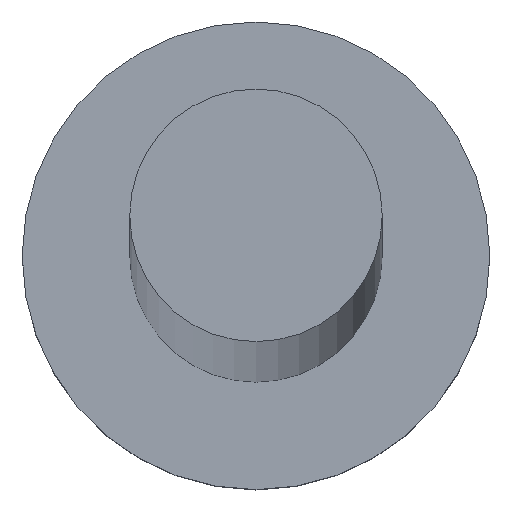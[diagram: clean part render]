
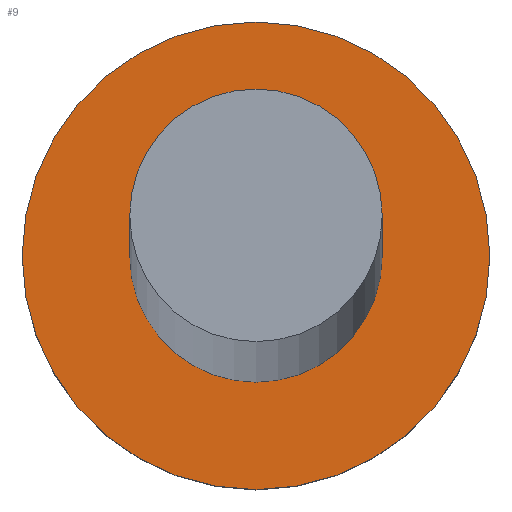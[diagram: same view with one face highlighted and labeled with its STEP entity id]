
A CAD part, top view. The second image highlights one B-rep face of the part: STEP entity #9.
In plain terms, the highlighted planar face has unit normal (0, 0, 1).
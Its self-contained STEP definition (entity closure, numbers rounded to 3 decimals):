
#7 = ORIENTED_EDGE ( 'NONE', *, *, #219, .F. ) ;
#9 = ADVANCED_FACE ( 'NONE', ( #11, #197 ), #239, .T. ) ;
#11 = FACE_BOUND ( 'NONE', #31, .T. ) ;
#12 = CARTESIAN_POINT ( 'NONE',  ( 2.5, 0., 2. ) ) ;
#13 = ORIENTED_EDGE ( 'NONE', *, *, #146, .T. ) ;
#22 = DIRECTION ( 'NONE',  ( 0., 0., 1. ) ) ;
#31 = EDGE_LOOP ( 'NONE', ( #7, #236 ) ) ;
#33 = CARTESIAN_POINT ( 'NONE',  ( -2.5, 0., 2. ) ) ;
#37 = CIRCLE ( 'NONE', #97, 1.35 ) ;
#38 = CIRCLE ( 'NONE', #185, 1.35 ) ;
#44 = EDGE_CURVE ( 'NONE', #84, #232, #37, .T. ) ;
#53 = VERTEX_POINT ( 'NONE', #33 ) ;
#54 = DIRECTION ( 'NONE',  ( 1., 0., 0. ) ) ;
#65 = DIRECTION ( 'NONE',  ( 1., 0., 0. ) ) ;
#70 = DIRECTION ( 'NONE',  ( 1., 0., 0. ) ) ;
#75 = EDGE_CURVE ( 'NONE', #175, #53, #76, .T. ) ;
#76 = CIRCLE ( 'NONE', #179, 2.5 ) ;
#84 = VERTEX_POINT ( 'NONE', #133 ) ;
#92 = CARTESIAN_POINT ( 'NONE',  ( 0., 0., 2. ) ) ;
#93 = DIRECTION ( 'NONE',  ( 0., 0., 1. ) ) ;
#97 = AXIS2_PLACEMENT_3D ( 'NONE', #92, #93, #156 ) ;
#103 = CARTESIAN_POINT ( 'NONE',  ( -1.35, 0., 2. ) ) ;
#107 = DIRECTION ( 'NONE',  ( 1., 0., 0. ) ) ;
#110 = DIRECTION ( 'NONE',  ( 0., 0., 1. ) ) ;
#133 = CARTESIAN_POINT ( 'NONE',  ( 1.35, 0., 2. ) ) ;
#146 = EDGE_CURVE ( 'NONE', #53, #175, #216, .T. ) ;
#147 = CARTESIAN_POINT ( 'NONE',  ( 0., 0., 2. ) ) ;
#149 = CARTESIAN_POINT ( 'NONE',  ( 0., 0., 2. ) ) ;
#156 = DIRECTION ( 'NONE',  ( 1., 0., 0. ) ) ;
#157 = CARTESIAN_POINT ( 'NONE',  ( 0., 0., 2. ) ) ;
#174 = CARTESIAN_POINT ( 'NONE',  ( 0., 0., 2. ) ) ;
#175 = VERTEX_POINT ( 'NONE', #12 ) ;
#179 = AXIS2_PLACEMENT_3D ( 'NONE', #157, #110, #70 ) ;
#185 = AXIS2_PLACEMENT_3D ( 'NONE', #149, #233, #107 ) ;
#188 = ORIENTED_EDGE ( 'NONE', *, *, #75, .T. ) ;
#192 = EDGE_LOOP ( 'NONE', ( #13, #188 ) ) ;
#197 = FACE_OUTER_BOUND ( 'NONE', #192, .T. ) ;
#216 = CIRCLE ( 'NONE', #244, 2.5 ) ;
#219 = EDGE_CURVE ( 'NONE', #232, #84, #38, .T. ) ;
#232 = VERTEX_POINT ( 'NONE', #103 ) ;
#233 = DIRECTION ( 'NONE',  ( 0., 0., 1. ) ) ;
#236 = ORIENTED_EDGE ( 'NONE', *, *, #44, .F. ) ;
#239 = PLANE ( 'NONE',  #241 ) ;
#241 = AXIS2_PLACEMENT_3D ( 'NONE', #174, #253, #54 ) ;
#244 = AXIS2_PLACEMENT_3D ( 'NONE', #147, #22, #65 ) ;
#253 = DIRECTION ( 'NONE',  ( 0., 0., 1. ) ) ;
